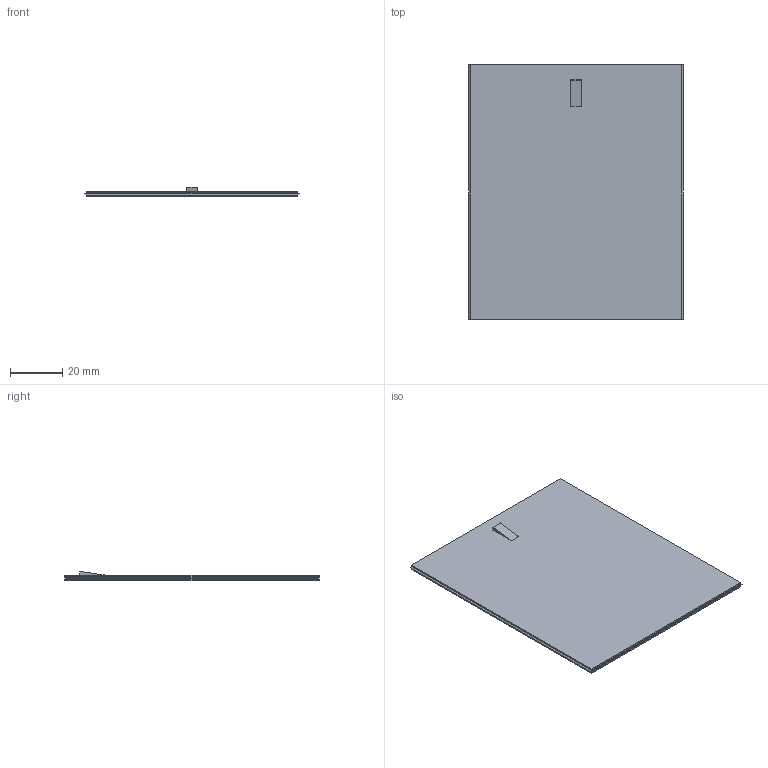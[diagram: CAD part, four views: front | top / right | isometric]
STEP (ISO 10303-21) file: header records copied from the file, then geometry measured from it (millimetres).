
FILE_DESCRIPTION(/* description */ (''),/* implementation_level */ '2;1');
FILE_NAME(/* name */ 'Bottom_cover',/* time_stamp */ '2025-05-26T21:26:04+02:00',/* author */ (''),/* organization */ (''),/* preprocessor_version */ 'ST-DEVELOPER v19.2',/* originating_system */ 'Rhino 8.20',/* authorisation */ '');
FILE_SCHEMA (('CONFIG_CONTROL_DESIGN'));
Length unit declared in the file: millimetre
Products named in the file (1): Document
Bounding box: 81.88 x 97.1 x 3.47 mm (x, y, z)
Volume: 15767.4 mm3; surface area: 16522 mm2
Topology: 1 solids, 1 shells, 23 faces, 48 edges, 28 vertices
Faces by surface type: plane 22, cylinder 1
Entity records: 630 total; most frequent: CARTESIAN_POINT 171, ORIENTED_EDGE 96, EDGE_CURVE 48, B_SPLINE_CURVE_WITH_KNOTS 45, DIRECTION 31, VERTEX_POINT 28, AXIS2_PLACEMENT_3D 27, EDGE_LOOP 24
